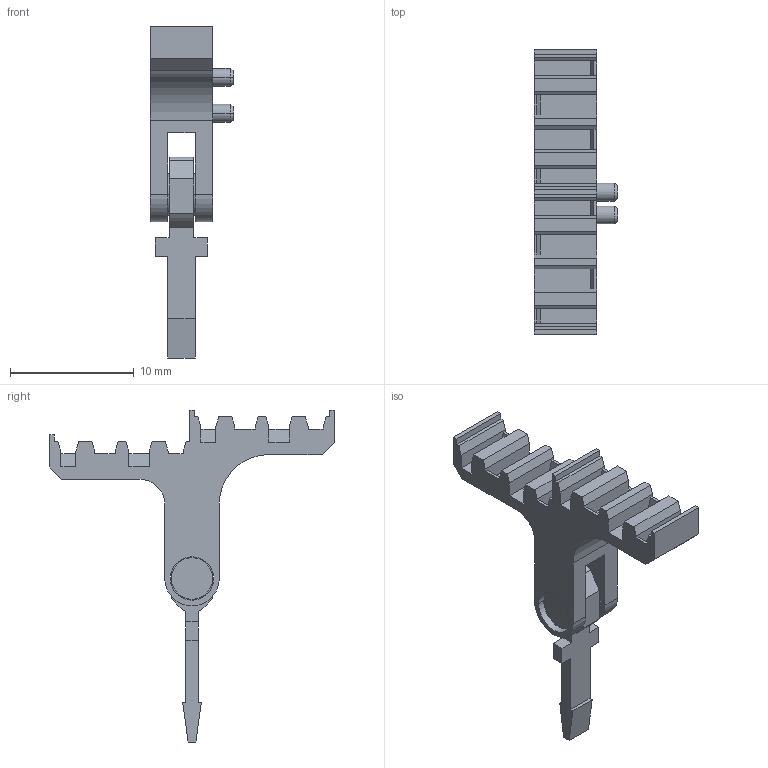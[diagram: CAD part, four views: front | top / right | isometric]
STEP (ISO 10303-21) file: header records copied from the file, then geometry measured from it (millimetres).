
FILE_DESCRIPTION(('CATIA V5R19 STEP'),'2;1');
FILE_NAME ('D1456555_0_1805880000_1805880000.stp','2014-12-12T13:03:12+00:00',('none'),('Weidmueller'),'CATIA Version 5 Release 20 SP 5 (IN-10)','CATIA V5 STEP AP214','none');
FILE_SCHEMA(('AUTOMOTIVE_DESIGN { 1 0 10303 214 1 1 1 1 }'));
Length unit declared in the file: millimetre
Products named in the file (1): RAFU SNAPMARK
Bounding box: 6.75 x 23 x 26.8 mm (x, y, z)
Volume: 482.8 mm3; surface area: 931.8 mm2
Topology: 2 solids, 2 shells, 138 faces, 386 edges, 254 vertices
Faces by surface type: plane 114, cylinder 20, cone 4
Entity records: 4166 total; most frequent: ORIENTED_EDGE 772, CARTESIAN_POINT 739, DIRECTION 582, EDGE_CURVE 386, VECTOR 340, LINE 340, VERTEX_POINT 254, AXIS2_PLACEMENT_3D 145
